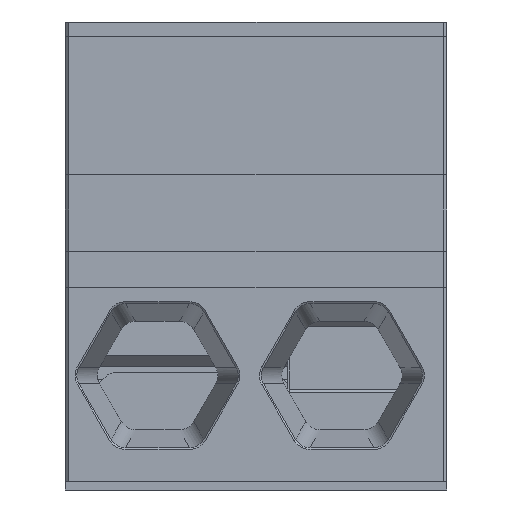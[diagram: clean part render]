
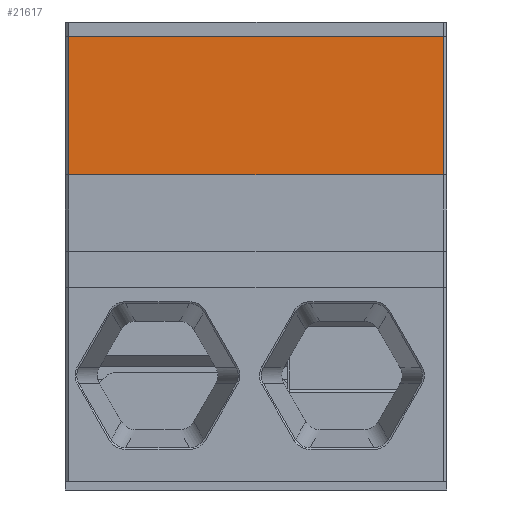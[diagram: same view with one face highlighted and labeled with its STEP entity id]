
A CAD part, front view. The second image highlights one B-rep face of the part: STEP entity #21617.
In plain terms, the highlighted planar face has unit normal (0, -1, 0).
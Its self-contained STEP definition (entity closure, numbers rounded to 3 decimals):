
#1584=PLANE('',#23597);
#2762=FACE_OUTER_BOUND('',#4159,.T.);
#4159=EDGE_LOOP('',(#19710,#19711,#19712,#19713));
#5984=LINE('',#39879,#7958);
#6009=LINE('',#39959,#7983);
#6103=LINE('',#40260,#8077);
#6105=LINE('',#40263,#8079);
#7958=VECTOR('',#28752,10.);
#7983=VECTOR('',#28831,10.);
#8077=VECTOR('',#29115,10.);
#8079=VECTOR('',#29119,10.);
#10717=VERTEX_POINT('',#39865);
#10723=VERTEX_POINT('',#39877);
#10749=VERTEX_POINT('',#39955);
#10751=VERTEX_POINT('',#39958);
#13660=EDGE_CURVE('',#10723,#10717,#5984,.T.);
#13699=EDGE_CURVE('',#10749,#10751,#6009,.T.);
#13849=EDGE_CURVE('',#10717,#10749,#6103,.T.);
#13851=EDGE_CURVE('',#10751,#10723,#6105,.T.);
#19710=ORIENTED_EDGE('',*,*,#13849,.F.);
#19711=ORIENTED_EDGE('',*,*,#13660,.F.);
#19712=ORIENTED_EDGE('',*,*,#13851,.F.);
#19713=ORIENTED_EDGE('',*,*,#13699,.F.);
#21617=ADVANCED_FACE('',(#2762),#1584,.T.);
#23597=AXIS2_PLACEMENT_3D('',#40262,#29117,#29118);
#28752=DIRECTION('',(1.,0.,0.));
#28831=DIRECTION('',(-1.,0.,0.));
#29115=DIRECTION('',(0.,0.,-1.));
#29117=DIRECTION('center_axis',(0.,-1.,0.));
#29118=DIRECTION('ref_axis',(0.,0.,-1.));
#29119=DIRECTION('',(0.,0.,1.));
#39865=CARTESIAN_POINT('',(111.,-58.,201.374));
#39877=CARTESIAN_POINT('',(3.,-58.,201.374));
#39879=CARTESIAN_POINT('',(42.368,-58.,201.374));
#39955=CARTESIAN_POINT('',(111.,-58.,161.374));
#39958=CARTESIAN_POINT('',(3.,-58.,161.374));
#39959=CARTESIAN_POINT('',(42.368,-58.,161.374));
#40260=CARTESIAN_POINT('',(111.,-58.,173.938));
#40262=CARTESIAN_POINT('Origin',(27.735,-58.,171.502));
#40263=CARTESIAN_POINT('',(3.,-58.,173.938));
